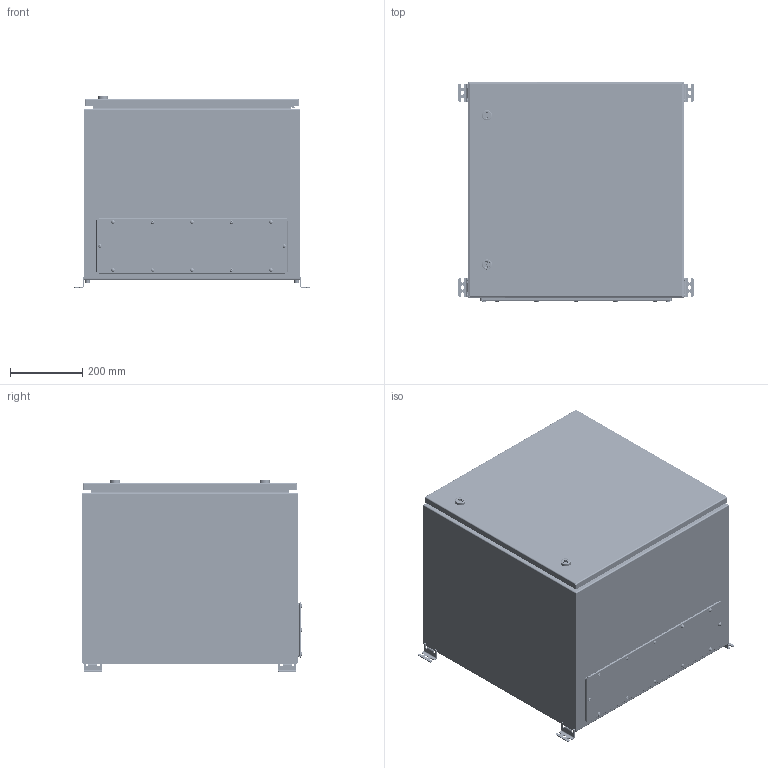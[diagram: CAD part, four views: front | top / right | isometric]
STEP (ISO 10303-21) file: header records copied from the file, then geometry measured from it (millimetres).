
FILE_DESCRIPTION (( 'STEP AP214' ), '1' );
FILE_NAME ('21.060.060.50.STEP', '2025-02-06T06:08:34', ( '' ), ( '' ), 'SwSTEP 2.0', 'SolidWorks 2021', '' );
FILE_SCHEMA (( 'AUTOMOTIVE_DESIGN' ));
Length unit declared in the file: millimetre
Products named in the file (37): Äâåðíîé ïðîôèëü ÌÊ 20 Í600; Çàêëåïêà ðåçüáîâàÿ Ì8 øåñòèãðàííàÿ ñ óìåíüøåííûì áîðòîì; Ïðîêëàäêà êðûøêè ÄÌ W530D150; 鎖芯_1; Ïåòëÿ ùèòîâàÿ ïðèâàðíàÿ; Ïåðô. ïðîôèëü äëÿ äíà è ñòåíêè D500; 嵑謺麃; 小頭螺絲_1; 21.060.060.50; 鐵墊圈_1; Øïèëüêà ïðèâàðíàÿ Ì6õ25; Äâåðíîå ïîëîòíî W600H600; Áîëò Ì6õ10 ñ øåñòèãðàííîé ãîëîâêîé ñ ïðåññøàéáîé; ﾇ瑟鶴 MS-705-3D; Ãàéêà M6 DIN6923.step; 昢膼碴鍣 膰豵鵨 W600H600D500; Ëåâàÿ ñòåíêà H600D500; Âèíò DIN 967 Ì5õ16 ñ ïîëóêðóãëîé ãîëîâêîé ñ êðåñòîîáðàçíûì øëèöåì; Øïèëüêà ïðèâàðíàÿ Ì6õ16; 剒蜲錪_30403583_MESAN; Çàêëåïêà ðåçüáîâàÿ Ì5 øåñòèãðàííàÿ ñ óìåíüøåííûì áîðòîì; 昑 W600H600; 墊片_1; Âòóëêà øàðíèðà; Ãàéêà Ì6 äëÿ øïèëüêè; Äâåðü W600H600; 471.100 Íàñòåííîå êðåïëåíèå; 螺母_1; Ðåçèíêà øàðíèðà; Ïðîôèëü äâåðíîé H600; 扻豵鵨 W600H600D500; 妈眚 DIN 912-󋔊0-Zn; 署赅 W530D150; 嵑謺麃 瀁蠉澼鍣 094; Ïðàâàÿ ñòåíêà H600D500; 主體_1; Ãàñêåòèíã äâåðè W600H600
Assembly tree (103 placements, depth 4):
  21.060.060.50
    昢膼碴鍣 膰豵鵨 W600H600D500
      扻豵鵨 W600H600D500
      Ïðàâàÿ ñòåíêà H600D500
      Ëåâàÿ ñòåíêà H600D500
      Øïèëüêà ïðèâàðíàÿ Ì6õ16  x8
      Øïèëüêà ïðèâàðíàÿ Ì6õ25  x4
      Çàêëåïêà ðåçüáîâàÿ Ì8 øåñòèãðàííàÿ ñ óìåíüøåííûì áîðòîì  x4
      Çàêëåïêà ðåçüáîâàÿ Ì5 øåñòèãðàííàÿ ñ óìåíüøåííûì áîðòîì  x12
    Äâåðü W600H600
      Äâåðíîå ïîëîòíî W600H600
      Ãàñêåòèíã äâåðè W600H600
      Ïðîôèëü äâåðíîé H600  x2
      Øïèëüêà ïðèâàðíàÿ Ì6õ16  x2
      Ïåòëÿ ùèòîâàÿ ïðèâàðíàÿ  x2
      ﾇ瑟鶴 MS-705-3D  x2
        主體_1
        鎖芯_1
        墊片_1
        螺母_1
        鐵墊圈_1
        小頭螺絲_1
        剒蜲錪_30403583_MESAN
    昑 W600H600
    署赅 W530D150
    Âèíò DIN 967 Ì5õ16 ñ ïîëóêðóãëîé ãîëîâêîé ñ êðåñòîîáðàçíûì øëèöåì  x12
    Ïðîêëàäêà êðûøêè ÄÌ W530D150
    嵑謺麃 瀁蠉澼鍣 094  x2
      嵑謺麃
      Âòóëêà øàðíèðà
      Ðåçèíêà øàðíèðà
    Áîëò Ì6õ10 ñ øåñòèãðàííîé ãîëîâêîé ñ ïðåññøàéáîé  x4
    471.100 Íàñòåííîå êðåïëåíèå  x4
    妈眚 DIN 912-󋔊0-Zn  x4
    Ãàéêà M6 DIN6923.step  x4
    Ïåðô. ïðîôèëü äëÿ äíà è ñòåíêè D500  x4
    Äâåðíîé ïðîôèëü ÌÊ 20 Í600  x4
    Ãàéêà Ì6 äëÿ øïèëüêè  x8
Bounding box: 652 x 611.05 x 531.4 mm (x, y, z)
Volume: 4177773.5 mm3; surface area: 5426983.1 mm2
Topology: 108 solids, 108 shells, 5357 faces, 13706 edges, 8631 vertices
Faces by surface type: cylinder 2228, plane 2099, bspline 500, cone 326, torus 160, sphere 44
Entity records: 80526 total; most frequent: CARTESIAN_POINT 29531, ORIENTED_EDGE 9718, DIRECTION 8455, EDGE_CURVE 4859, VERTEX_POINT 3076, AXIS2_PLACEMENT_3D 2984, LINE 2487, VECTOR 2487
